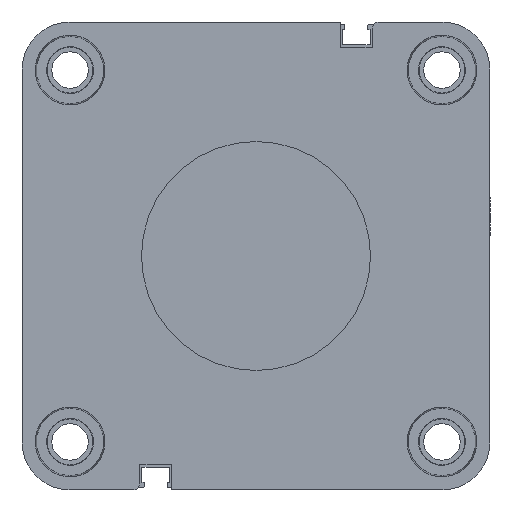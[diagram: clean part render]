
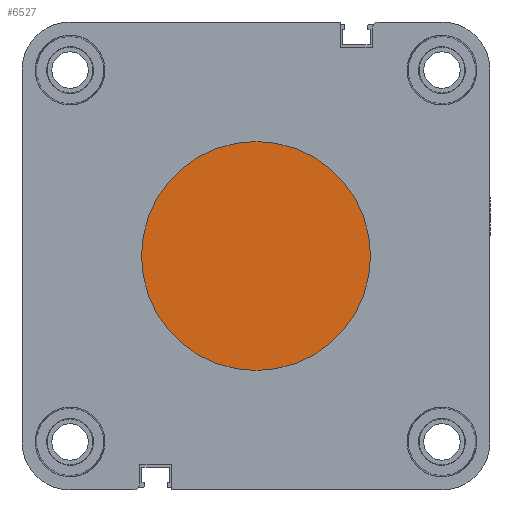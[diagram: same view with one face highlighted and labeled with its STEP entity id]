
A CAD part, left-side view. The second image highlights one B-rep face of the part: STEP entity #6527.
In plain terms, the highlighted planar face has unit normal (-1, 0, 0).
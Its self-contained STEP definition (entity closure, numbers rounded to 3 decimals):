
#368 = PLANE ( 'NONE',  #20394 ) ;
#628 = AXIS2_PLACEMENT_3D ( 'NONE', #7725, #20376, #15869 ) ;
#1062 = CIRCLE ( 'NONE', #8831, 27.4 ) ;
#3427 = DIRECTION ( 'NONE',  ( -1., 0., 0. ) ) ;
#4370 = VERTEX_POINT ( 'NONE', #7508 ) ;
#4872 = ORIENTED_EDGE ( 'NONE', *, *, #13346, .F. ) ;
#5608 = FACE_OUTER_BOUND ( 'NONE', #6186, .T. ) ;
#6186 = EDGE_LOOP ( 'NONE', ( #8411, #4872 ) ) ;
#6380 = DIRECTION ( 'NONE',  ( 1., 0., 0. ) ) ;
#6527 = ADVANCED_FACE ( 'NONE', ( #5608 ), #368, .T. ) ;
#7508 = CARTESIAN_POINT ( 'NONE',  ( 0., 0., 27.4 ) ) ;
#7725 = CARTESIAN_POINT ( 'NONE',  ( 0., 0., 0. ) ) ;
#8271 = DIRECTION ( 'NONE',  ( 0., 0., 1. ) ) ;
#8411 = ORIENTED_EDGE ( 'NONE', *, *, #14283, .F. ) ;
#8831 = AXIS2_PLACEMENT_3D ( 'NONE', #10979, #6380, #19193 ) ;
#10203 = CARTESIAN_POINT ( 'NONE',  ( 0., 0., -27.4 ) ) ;
#10979 = CARTESIAN_POINT ( 'NONE',  ( 0., 0., 0. ) ) ;
#13346 = EDGE_CURVE ( 'NONE', #18470, #4370, #1062, .T. ) ;
#14283 = EDGE_CURVE ( 'NONE', #4370, #18470, #17724, .T. ) ;
#14664 = CARTESIAN_POINT ( 'NONE',  ( 0., 0., 0. ) ) ;
#15869 = DIRECTION ( 'NONE',  ( 0., 0., 1. ) ) ;
#17724 = CIRCLE ( 'NONE', #628, 27.4 ) ;
#18470 = VERTEX_POINT ( 'NONE', #10203 ) ;
#19193 = DIRECTION ( 'NONE',  ( 0., 0., 1. ) ) ;
#20376 = DIRECTION ( 'NONE',  ( 1., 0., 0. ) ) ;
#20394 = AXIS2_PLACEMENT_3D ( 'NONE', #14664, #3427, #8271 ) ;
